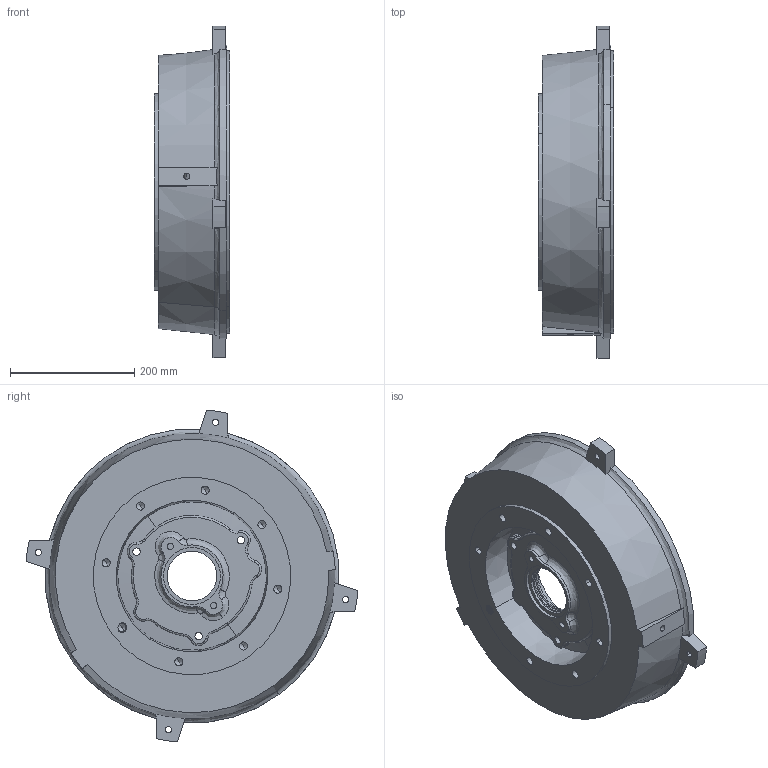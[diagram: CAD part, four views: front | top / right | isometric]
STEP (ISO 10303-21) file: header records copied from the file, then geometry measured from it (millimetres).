
FILE_DESCRIPTION (( 'STEP AP214' ), '1' );
FILE_NAME ('MTAP2-CFACE-400TC.STEP', '2018-12-11T15:03:58', ( '' ), ( '' ), 'SwSTEP 2.0', 'SolidWorks 2017', '' );
FILE_SCHEMA (( 'AUTOMOTIVE_DESIGN' ));
Length unit declared in the file: inch
Products named in the file (1): MTAP2-CFACE-400TC
Bounding box: 121.5 x 533.99 x 533.99 mm (x, y, z)
Volume: 8479014 mm3; surface area: 713766.4 mm2
Topology: 2 solids, 2 shells, 343 faces, 913 edges, 588 vertices
Faces by surface type: cylinder 196, bspline 56, plane 53, cone 34, torus 4
Entity records: 18576 total; most frequent: CARTESIAN_POINT 6152, ORIENTED_EDGE 1826, DIRECTION 1639, EDGE_CURVE 913, AXIS2_PLACEMENT_3D 672, VERTEX_POINT 588, EDGE_LOOP 391, CIRCLE 384
